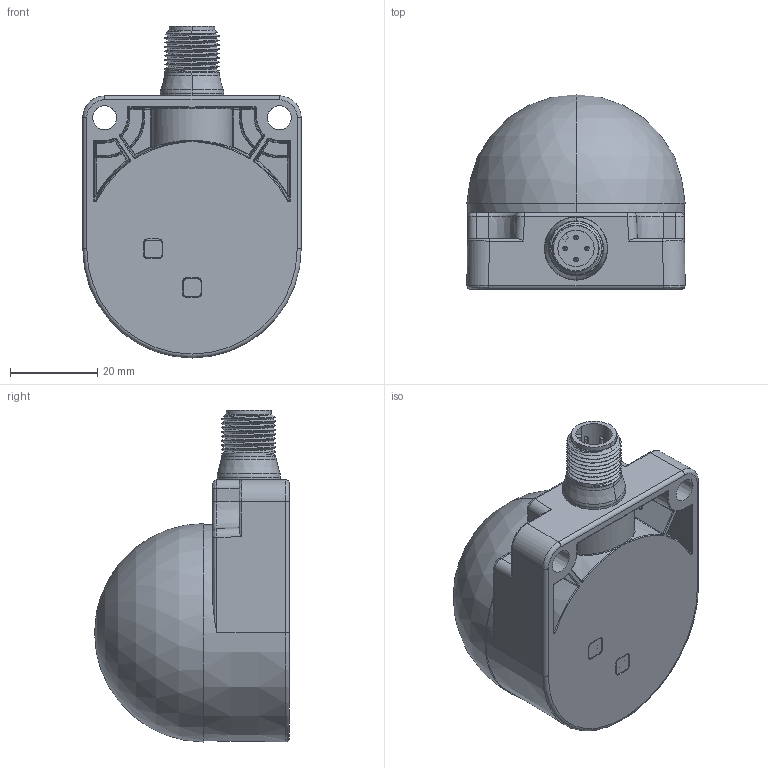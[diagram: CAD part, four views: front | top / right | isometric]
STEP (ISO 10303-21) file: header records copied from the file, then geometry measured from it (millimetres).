
FILE_DESCRIPTION((''),'2;1');
FILE_NAME('144802_SW','2009-02-04T',('banengservice'),('BANNER ENGINEERING'),'PRO/ENGINEER BY PARAMETRIC TECHNOLOGY CORPORATION, 2006170','PRO/ENGINEER BY PARAMETRIC TECHNOLOGY CORPORATION, 2006170','');
FILE_SCHEMA(('CONFIG_CONTROL_DESIGN'));
Length unit declared in the file: inch
Products named in the file (1): 144802_SW
Bounding box: 50 x 44.6 x 76 mm (x, y, z)
Volume: 31080.9 mm3; surface area: 23386.6 mm2
Topology: 1 solids, 3 shells, 802 faces, 1990 edges, 1229 vertices
Faces by surface type: cylinder 335, plane 228, bspline 102, torus 53, sphere 42, cone 40, extrusion 2
Entity records: 34170 total; most frequent: CARTESIAN_POINT 15332, DIRECTION 3975, ORIENTED_EDGE 3972, EDGE_CURVE 1986, AXIS2_PLACEMENT_3D 1543, VERTEX_POINT 1229, VECTOR 889, LINE 887
